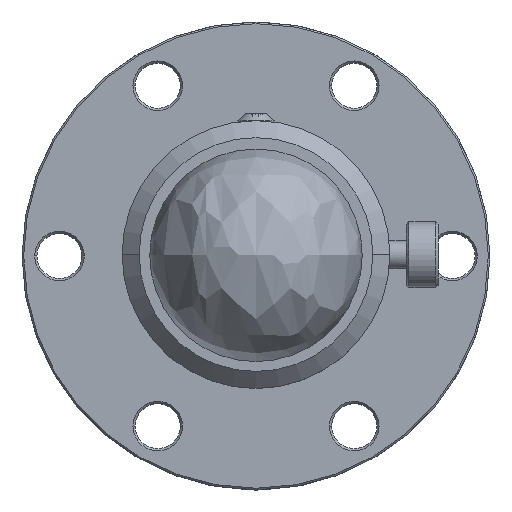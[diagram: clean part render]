
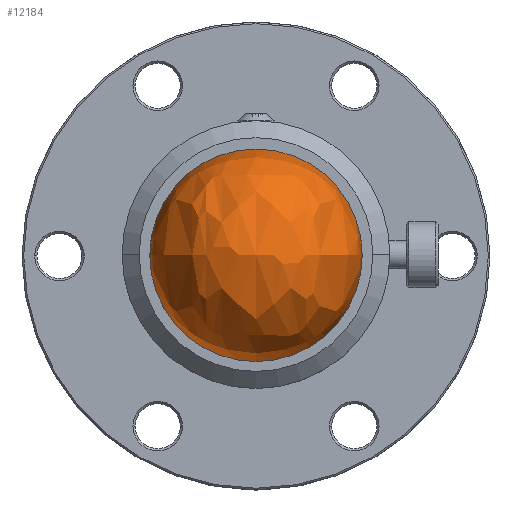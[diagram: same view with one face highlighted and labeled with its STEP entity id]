
A CAD part, top view. The second image highlights one B-rep face of the part: STEP entity #12184.
In plain terms, the highlighted free-form (B-spline) face has degree [3, 3] with [4, 4] control points.
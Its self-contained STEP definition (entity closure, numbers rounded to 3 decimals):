
#290 = CARTESIAN_POINT ( 'NONE',  ( 15.875, 31.507, 203.834 ) ) ;
#708 = EDGE_LOOP ( 'NONE', ( #8732, #19262 ) ) ;
#1744 = FACE_OUTER_BOUND ( 'NONE', #708, .T. ) ;
#2953 = CARTESIAN_POINT ( 'NONE',  ( 15.875, -31.993, 267.334 ) ) ;
#4592 = CARTESIAN_POINT ( 'NONE',  ( 15.875, -0.243, 203.834 ) ) ;
#4688 = CARTESIAN_POINT ( 'NONE',  ( -15.875, -0.243, 203.834 ) ) ;
#5573 = VERTEX_POINT ( 'NONE', #12060 ) ;
#5584 = AXIS2_PLACEMENT_3D ( 'NONE', #12986, #15616, #5587 ) ;
#5587 = DIRECTION ( 'NONE',  ( 1., 0., 0. ) ) ;
#6063 = CARTESIAN_POINT ( 'NONE',  ( 15.875, 31.507, 267.334 ) ) ;
#6646 = CARTESIAN_POINT ( 'NONE',  ( -15.875, -0.243, 203.834 ) ) ;
#7333 = CARTESIAN_POINT ( 'NONE',  ( -15.875, -0.243, 203.834 ) ) ;
#7705 = CARTESIAN_POINT ( 'NONE',  ( 15.875, -0.243, 203.834 ) ) ;
#7774 = DIRECTION ( 'NONE',  ( 0., 0., -1. ) ) ;
#8599 = EDGE_CURVE ( 'NONE', #5573, #10873, #10021, .T. ) ;
#8732 = ORIENTED_EDGE ( 'NONE', *, *, #8599, .F. ) ;
#9063 = CARTESIAN_POINT ( 'NONE',  ( 15.875, -0.243, 203.834 ) ) ;
#9069 = AXIS2_PLACEMENT_3D ( 'NONE', #14992, #7774, #18093 ) ;
#9610 =( BOUNDED_SURFACE ( )  B_SPLINE_SURFACE ( 3, 3, ( 
 ( #14919, #4592, #7705, #9063 ),
 ( #290, #6063, #2953, #11978 ),
 ( #11693, #17928, #16566, #10523 ),
 ( #4688, #10619, #7333, #13259 ) ),
 .UNSPECIFIED., .F., .F., .T. ) 
 B_SPLINE_SURFACE_WITH_KNOTS ( ( 4, 4 ),
 ( 4, 4 ),
 ( 0., 1. ),
 ( 0., 1. ),
 .UNSPECIFIED. ) 
 GEOMETRIC_REPRESENTATION_ITEM ( )  RATIONAL_B_SPLINE_SURFACE ( (
 ( 1., 0.333, 0.333, 1.),
 ( 0.333, 0.111, 0.111, 0.333),
 ( 0.333, 0.111, 0.111, 0.333),
 ( 1., 0.333, 0.333, 1.) ) ) 
 REPRESENTATION_ITEM ( '' )  SURFACE ( )  );
#10021 = CIRCLE ( 'NONE', #9069, 15.875 ) ;
#10523 = CARTESIAN_POINT ( 'NONE',  ( -15.875, -31.993, 203.834 ) ) ;
#10619 = CARTESIAN_POINT ( 'NONE',  ( -15.875, -0.243, 203.834 ) ) ;
#10873 = VERTEX_POINT ( 'NONE', #6646 ) ;
#11693 = CARTESIAN_POINT ( 'NONE',  ( -15.875, 31.507, 203.834 ) ) ;
#11773 = CIRCLE ( 'NONE', #5584, 15.875 ) ;
#11978 = CARTESIAN_POINT ( 'NONE',  ( 15.875, -31.993, 203.834 ) ) ;
#12060 = CARTESIAN_POINT ( 'NONE',  ( 15.875, -0.243, 203.834 ) ) ;
#12184 = ADVANCED_FACE ( 'NONE', ( #1744 ), #9610, .T. ) ;
#12986 = CARTESIAN_POINT ( 'NONE',  ( 0., -0.243, 203.834 ) ) ;
#13259 = CARTESIAN_POINT ( 'NONE',  ( -15.875, -0.243, 203.834 ) ) ;
#14919 = CARTESIAN_POINT ( 'NONE',  ( 15.875, -0.243, 203.834 ) ) ;
#14992 = CARTESIAN_POINT ( 'NONE',  ( 0., -0.243, 203.834 ) ) ;
#15616 = DIRECTION ( 'NONE',  ( 0., 0., 1. ) ) ;
#16320 = EDGE_CURVE ( 'NONE', #5573, #10873, #11773, .T. ) ;
#16566 = CARTESIAN_POINT ( 'NONE',  ( -15.875, -31.993, 267.334 ) ) ;
#17928 = CARTESIAN_POINT ( 'NONE',  ( -15.875, 31.507, 267.334 ) ) ;
#18093 = DIRECTION ( 'NONE',  ( 1., 0., 0. ) ) ;
#19262 = ORIENTED_EDGE ( 'NONE', *, *, #16320, .T. ) ;
